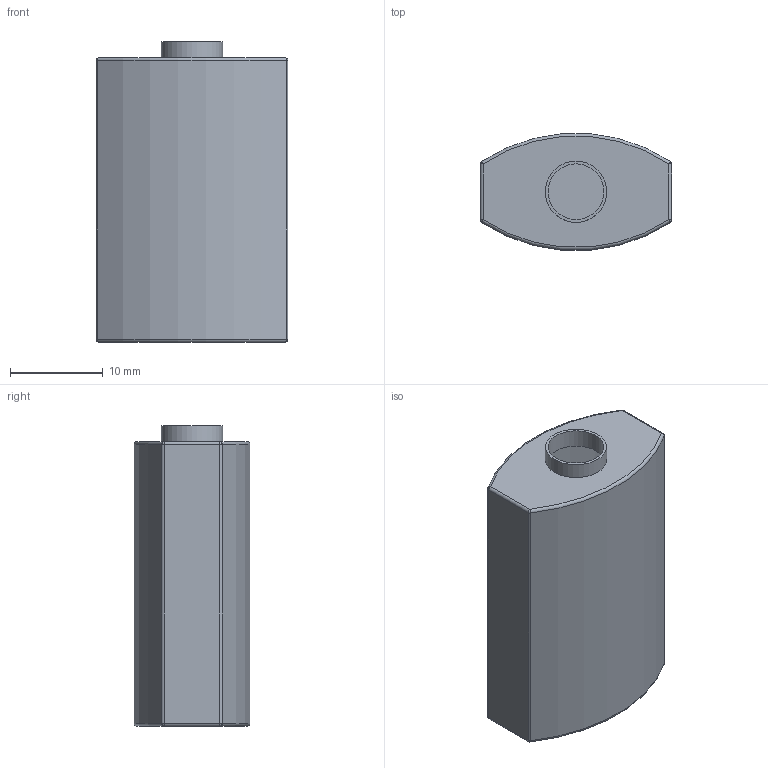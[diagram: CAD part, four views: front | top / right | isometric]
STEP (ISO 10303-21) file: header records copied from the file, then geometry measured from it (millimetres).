
FILE_DESCRIPTION(('Open CASCADE Model'),'2;1');
FILE_NAME('Open CASCADE Shape Model','2025-11-20T12:34:46',('Author'),( 'Open CASCADE'),'Open CASCADE STEP processor 7.8','Open CASCADE 7.8' ,'Unknown');
FILE_SCHEMA(('AUTOMOTIVE_DESIGN { 1 0 10303 214 1 1 1 1 }'));
Length unit declared in the file: millimetre
Products named in the file (1): Open CASCADE STEP translator 7.8 2
Bounding box: 20.6 x 12.47 x 32.3 mm (x, y, z)
Surface area: 4192.5 mm2 (no closed solid volume)
Topology: 0 solids, 1 shells, 35 faces, 66 edges, 36 vertices
Faces by surface type: cylinder 14, plane 9, sphere 8, torus 4
Full cylindrical faces by diameter (mm): 6 x1, 6.6 x1
Entity records: 1965 total; most frequent: CARTESIAN_POINT 560, DIRECTION 282, ORIENTED_EDGE 132, PCURVE 132, DEFINITIONAL_REPRESENTATION 132, LINE 123, VECTOR 123, AXIS2_PLACEMENT_3D 76
